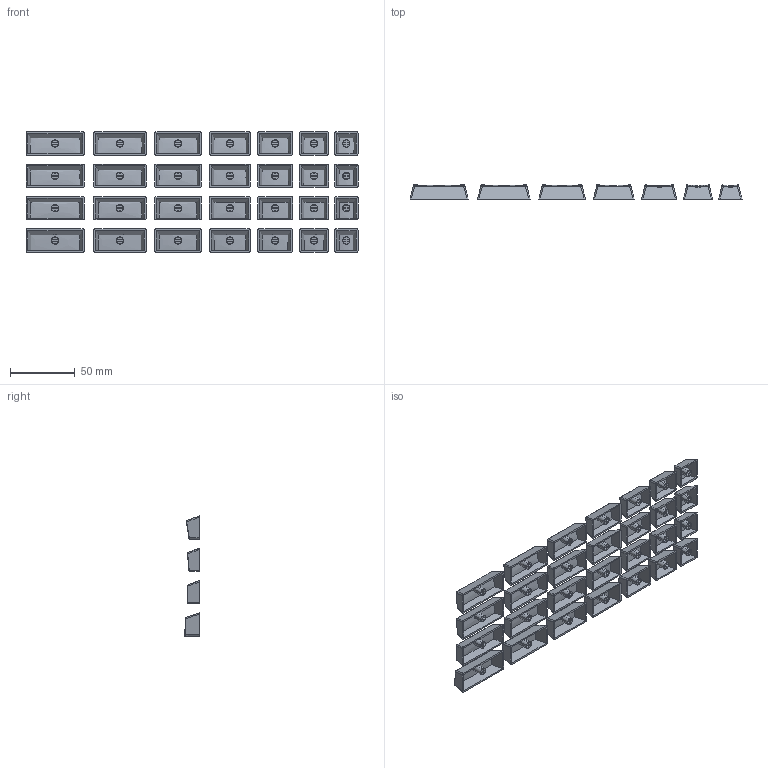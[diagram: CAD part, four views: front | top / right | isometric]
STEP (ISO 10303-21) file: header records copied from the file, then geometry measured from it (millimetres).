
FILE_DESCRIPTION(/* description */ (''),/* implementation_level */ '2;1');
FILE_NAME(/* name */ 'Cherry MX keycaps.step',/* time_stamp */ '2017-04-02T20:50:41-05:00',/* author */ (''),/* organization */ (''),/* preprocessor_version */ 'ST-DEVELOPER v16.5',/* originating_system */ 'Autodesk Translation Framework v5.2.0.2920',/* authorisation */ '');
FILE_SCHEMA (('AUTOMOTIVE_DESIGN { 1 0 10303 214 3 1 1 }'));
Length unit declared in the file: millimetre
Products named in the file (36): Cherry MX keycaps v12; 1x1; 1x1 R1 v17; 1x1 R2 v5; 1x1 R3 v7; 1x1 R4 v5; 1x1.5; 1x1.5 R1 v2; 1x1.5 R3 v2; 1x1.5 R4 v3; 1x1.5 R2 v3; 1x1.25; 1x1.25 R1 v4; 1x1.25 R2 v2; 1x1.25 R4 v3; 1x1.25 R3 v3; 1x1.75; 1x1.75 R1 v2; 1x1.75 R2 v2; 1x1.75 R4 v2; 1x1.75 R3 v2; 1x2; 1x2 R1 v2; 1x2 R4 v2; 1x2 R3 v2; 1x2 R2 v2; 1x2.25; 1x2.25 R1 v2; 1x2.25 R2 v2; 1x2.25 R4 v2; 1x2.25 R3 v2; 1x2.5; 1x2.5 R1 v2; 1x2.5 R2 v2; 1x2.5 R3 v3; 1x2.5 R4 v2
Assembly tree (35 placements, depth 3):
  Cherry MX keycaps v12
    1x1
      1x1 R1 v17
      1x1 R2 v5
      1x1 R3 v7
      1x1 R4 v5
    1x1.5
      1x1.5 R1 v2
      1x1.5 R3 v2
      1x1.5 R4 v3
      1x1.5 R2 v3
    1x1.25
      1x1.25 R1 v4
      1x1.25 R2 v2
      1x1.25 R4 v3
      1x1.25 R3 v3
    1x1.75
      1x1.75 R1 v2
      1x1.75 R2 v2
      1x1.75 R4 v2
      1x1.75 R3 v2
    1x2
      1x2 R1 v2
      1x2 R4 v2
      1x2 R3 v2
      1x2 R2 v2
    1x2.25
      1x2.25 R1 v2
      1x2.25 R2 v2
      1x2.25 R4 v2
      1x2.25 R3 v2
    1x2.5
      1x2.5 R1 v2
      1x2.5 R2 v2
      1x2.5 R3 v3
      1x2.5 R4 v2
Bounding box: 256.5 x 11.19 x 93 mm (x, y, z)
Volume: 41414.2 mm3; surface area: 71579.4 mm2
Topology: 28 solids, 28 shells, 1064 faces, 2576 edges, 1652 vertices
Faces by surface type: plane 616, bspline 305, cylinder 143
Full cylindrical faces by diameter (mm): 5.6 x28
Entity records: 42029 total; most frequent: CARTESIAN_POINT 18251, ORIENTED_EDGE 5040, DIRECTION 4187, EDGE_CURVE 2520, VERTEX_POINT 1624, LINE 1457, VECTOR 1457, AXIS2_PLACEMENT_3D 1365
